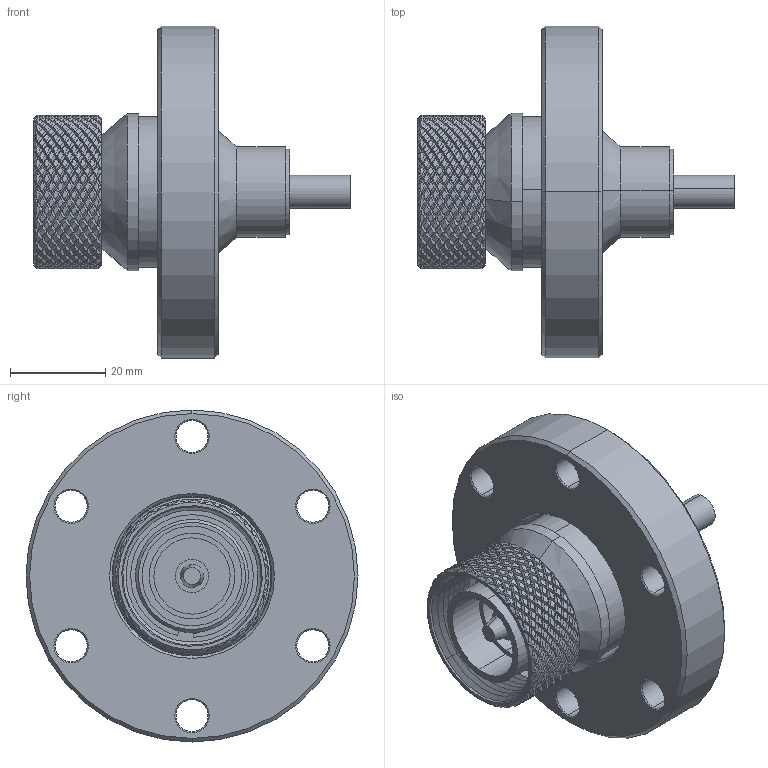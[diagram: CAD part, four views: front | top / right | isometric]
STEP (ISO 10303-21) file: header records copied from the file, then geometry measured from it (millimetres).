
FILE_DESCRIPTION (( 'STEP AP203' ), '1' );
FILE_NAME ('A10021.STEP', '2019-06-04T18:46:35', ( '' ), ( '' ), 'SwSTEP 2.0', 'SolidWorks 2019', '' );
FILE_SCHEMA (( 'CONFIG_CONTROL_DESIGN' ));
Length unit declared in the file: inch
Products named in the file (1): A10021
Bounding box: 66.66 x 69.85 x 69.85 mm (x, y, z)
Volume: 47378.1 mm3; surface area: 28200.6 mm2
Topology: 1 solids, 1 shells, 1595 faces, 4646 edges, 3068 vertices
Faces by surface type: bspline 960, cylinder 523, cone 86, plane 26
Entity records: 82834 total; most frequent: CARTESIAN_POINT 54698, ORIENTED_EDGE 9288, EDGE_CURVE 4644, VERTEX_POINT 3068, DIRECTION 2047, B_SPLINE_CURVE_WITH_KNOTS 1938, EDGE_LOOP 1628, ADVANCED_FACE 1595
